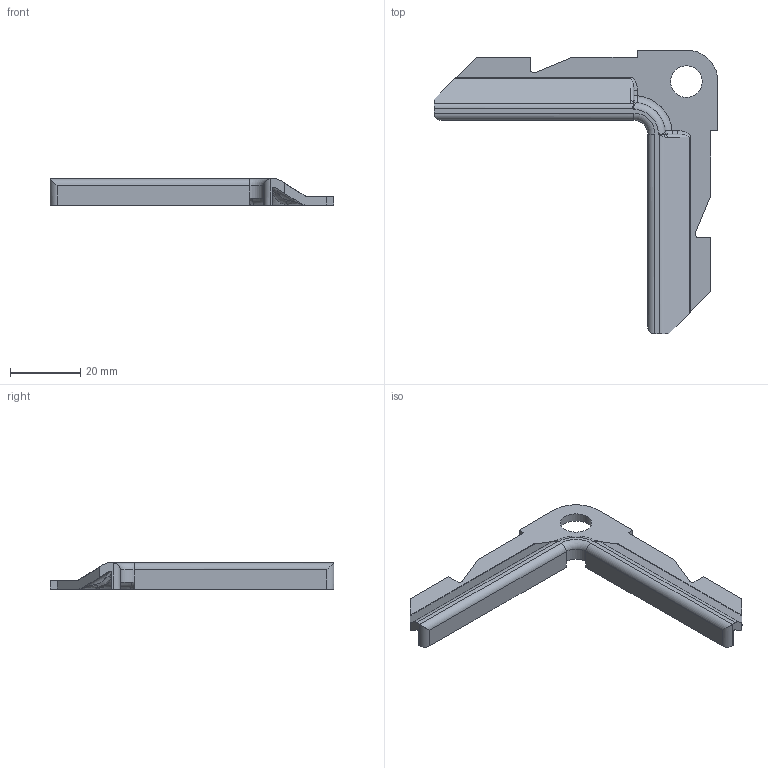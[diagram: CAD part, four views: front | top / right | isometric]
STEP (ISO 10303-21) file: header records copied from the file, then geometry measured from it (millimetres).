
FILE_DESCRIPTION(/* description */ (''),/* implementation_level */ '2;1');
FILE_NAME(/* name */ 'A01A-2051-0_M2_A_ECKWINKEL.stp',/* time_stamp */ '2015-05-20T06:31:15+02:00',/* author */ (''),/* organization */ (''),/* preprocessor_version */ 'ST-DEVELOPER v11',/* originating_system */ 'SIEMENS UGS NX 6.0',/* authorisation */ '');
FILE_SCHEMA (('CONFIG_CONTROL_DESIGN'));
Length unit declared in the file: millimetre
Products named in the file (1): PerlFAEEms51
Bounding box: 81 x 81 x 7.5 mm (x, y, z)
Volume: 7728.4 mm3; surface area: 7031.2 mm2
Topology: 1 solids, 1 shells, 95 faces, 241 edges, 146 vertices
Faces by surface type: plane 37, cylinder 28, bspline 26, torus 4
Full cylindrical faces by diameter (mm): 9 x1
Entity records: 3446 total; most frequent: CARTESIAN_POINT 1230, ORIENTED_EDGE 476, DIRECTION 406, EDGE_CURVE 238, VERTEX_POINT 146, AXIS2_PLACEMENT_3D 144, LINE 118, VECTOR 118
